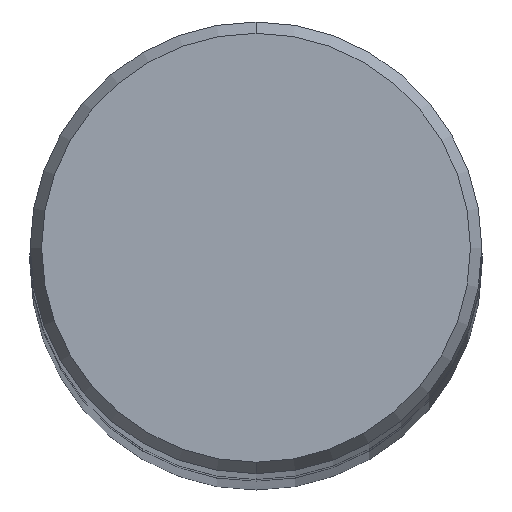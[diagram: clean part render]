
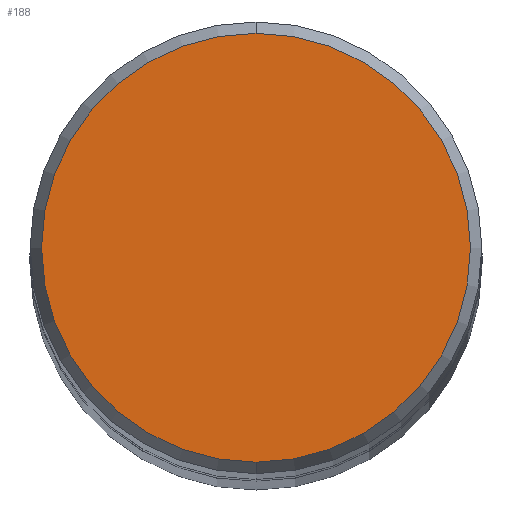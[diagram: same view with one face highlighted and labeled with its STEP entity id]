
A CAD part, top view. The second image highlights one B-rep face of the part: STEP entity #188.
In plain terms, the highlighted planar face has unit normal (0, 0, 1).
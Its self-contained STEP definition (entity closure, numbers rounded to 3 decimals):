
#100=VERTEX_POINT('',#246);
#126=EDGE_CURVE('',#100,#184,#274,.T.);
#176=EDGE_CURVE('',#184,#100,#331,.T.);
#184=VERTEX_POINT('',#340);
#188=ADVANCED_FACE('',(#344),#345,.T.);
#246=CARTESIAN_POINT('',(0.0,4.33,0.0));
#274=CIRCLE('',#433,4.33);
#331=CIRCLE('',#509,4.33);
#340=CARTESIAN_POINT('',(0.,-4.33,0.0));
#344=FACE_OUTER_BOUND('',#526,.T.);
#345=PLANE('',#527);
#433=AXIS2_PLACEMENT_3D('',#608,#609,#610);
#509=AXIS2_PLACEMENT_3D('',#686,#687,#688);
#526=EDGE_LOOP('',(#705,#706));
#527=AXIS2_PLACEMENT_3D('',#707,#708,#709);
#608=CARTESIAN_POINT('',(0.0,0.0,0.0));
#609=DIRECTION('',(0.0,0.0,-1.0));
#610=DIRECTION('',(0.0,1.0,0.0));
#686=CARTESIAN_POINT('',(0.0,0.0,0.0));
#687=DIRECTION('',(0.0,0.0,-1.0));
#688=DIRECTION('',(0.0,1.0,0.0));
#705=ORIENTED_EDGE('',*,*,#126,.F.);
#706=ORIENTED_EDGE('',*,*,#176,.F.);
#707=CARTESIAN_POINT('',(0.0,2.165,0.0));
#708=DIRECTION('',(-0.0,0.0,1.0));
#709=DIRECTION('',(0.0,-1.0,0.0));
